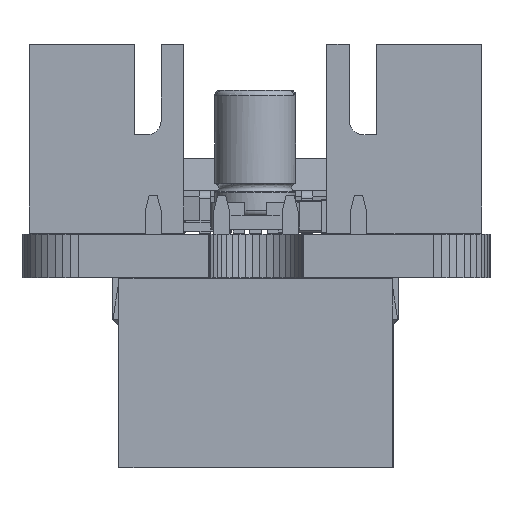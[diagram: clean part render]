
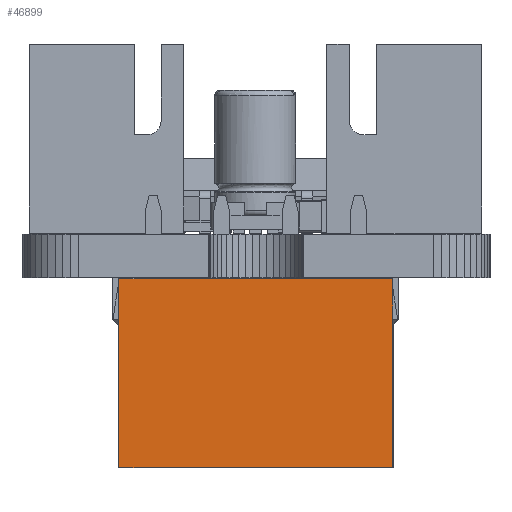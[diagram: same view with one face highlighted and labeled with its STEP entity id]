
A CAD part, left-side view. The second image highlights one B-rep face of the part: STEP entity #46899.
In plain terms, the highlighted face is planar.
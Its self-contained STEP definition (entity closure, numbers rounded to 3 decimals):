
#46899 = ADVANCED_FACE('',(#46900),#46914,.F.);
#46900 = FACE_BOUND('',#46901,.F.);
#46901 = EDGE_LOOP('',(#46902,#46937,#46965,#46993));
#46902 = ORIENTED_EDGE('',*,*,#46903,.T.);
#46903 = EDGE_CURVE('',#46904,#46906,#46908,.T.);
#46904 = VERTEX_POINT('',#46905);
#46905 = CARTESIAN_POINT('',(1.27,-8.89,0.));
#46906 = VERTEX_POINT('',#46907);
#46907 = CARTESIAN_POINT('',(1.27,-8.89,7.));
#46908 = SURFACE_CURVE('',#46909,(#46913,#46925),.PCURVE_S1.);
#46909 = LINE('',#46910,#46911);
#46910 = CARTESIAN_POINT('',(1.27,-8.89,0.));
#46911 = VECTOR('',#46912,1.);
#46912 = DIRECTION('',(0.,0.,1.));
#46913 = PCURVE('',#46914,#46919);
#46914 = PLANE('',#46915);
#46915 = AXIS2_PLACEMENT_3D('',#46916,#46917,#46918);
#46916 = CARTESIAN_POINT('',(1.27,-8.89,0.));
#46917 = DIRECTION('',(-1.,0.,0.));
#46918 = DIRECTION('',(0.,1.,0.));
#46919 = DEFINITIONAL_REPRESENTATION('',(#46920),#46924);
#46920 = LINE('',#46921,#46922);
#46921 = CARTESIAN_POINT('',(0.,0.));
#46922 = VECTOR('',#46923,1.);
#46923 = DIRECTION('',(0.,-1.));
#46924 = ( GEOMETRIC_REPRESENTATION_CONTEXT(2) 
PARAMETRIC_REPRESENTATION_CONTEXT() REPRESENTATION_CONTEXT('2D SPACE',''
  ) );
#46925 = PCURVE('',#46926,#46931);
#46926 = PLANE('',#46927);
#46927 = AXIS2_PLACEMENT_3D('',#46928,#46929,#46930);
#46928 = CARTESIAN_POINT('',(-3.81,-8.89,0.));
#46929 = DIRECTION('',(0.,1.,0.));
#46930 = DIRECTION('',(1.,0.,0.));
#46931 = DEFINITIONAL_REPRESENTATION('',(#46932),#46936);
#46932 = LINE('',#46933,#46934);
#46933 = CARTESIAN_POINT('',(5.08,0.));
#46934 = VECTOR('',#46935,1.);
#46935 = DIRECTION('',(0.,-1.));
#46936 = ( GEOMETRIC_REPRESENTATION_CONTEXT(2) 
PARAMETRIC_REPRESENTATION_CONTEXT() REPRESENTATION_CONTEXT('2D SPACE',''
  ) );
#46937 = ORIENTED_EDGE('',*,*,#46938,.T.);
#46938 = EDGE_CURVE('',#46906,#46939,#46941,.T.);
#46939 = VERTEX_POINT('',#46940);
#46940 = CARTESIAN_POINT('',(1.27,1.27,7.));
#46941 = SURFACE_CURVE('',#46942,(#46946,#46953),.PCURVE_S1.);
#46942 = LINE('',#46943,#46944);
#46943 = CARTESIAN_POINT('',(1.27,-8.89,7.));
#46944 = VECTOR('',#46945,1.);
#46945 = DIRECTION('',(0.,1.,0.));
#46946 = PCURVE('',#46914,#46947);
#46947 = DEFINITIONAL_REPRESENTATION('',(#46948),#46952);
#46948 = LINE('',#46949,#46950);
#46949 = CARTESIAN_POINT('',(0.,-7.));
#46950 = VECTOR('',#46951,1.);
#46951 = DIRECTION('',(1.,0.));
#46952 = ( GEOMETRIC_REPRESENTATION_CONTEXT(2) 
PARAMETRIC_REPRESENTATION_CONTEXT() REPRESENTATION_CONTEXT('2D SPACE',''
  ) );
#46953 = PCURVE('',#46954,#46959);
#46954 = PLANE('',#46955);
#46955 = AXIS2_PLACEMENT_3D('',#46956,#46957,#46958);
#46956 = CARTESIAN_POINT('',(1.27,-8.89,7.));
#46957 = DIRECTION('',(-0.,0.,-1.));
#46958 = DIRECTION('',(0.,-1.,-0.));
#46959 = DEFINITIONAL_REPRESENTATION('',(#46960),#46964);
#46960 = LINE('',#46961,#46962);
#46961 = CARTESIAN_POINT('',(0.,0.));
#46962 = VECTOR('',#46963,1.);
#46963 = DIRECTION('',(-1.,0.));
#46964 = ( GEOMETRIC_REPRESENTATION_CONTEXT(2) 
PARAMETRIC_REPRESENTATION_CONTEXT() REPRESENTATION_CONTEXT('2D SPACE',''
  ) );
#46965 = ORIENTED_EDGE('',*,*,#46966,.F.);
#46966 = EDGE_CURVE('',#46967,#46939,#46969,.T.);
#46967 = VERTEX_POINT('',#46968);
#46968 = CARTESIAN_POINT('',(1.27,1.27,0.));
#46969 = SURFACE_CURVE('',#46970,(#46974,#46981),.PCURVE_S1.);
#46970 = LINE('',#46971,#46972);
#46971 = CARTESIAN_POINT('',(1.27,1.27,0.));
#46972 = VECTOR('',#46973,1.);
#46973 = DIRECTION('',(0.,0.,1.));
#46974 = PCURVE('',#46914,#46975);
#46975 = DEFINITIONAL_REPRESENTATION('',(#46976),#46980);
#46976 = LINE('',#46977,#46978);
#46977 = CARTESIAN_POINT('',(10.16,0.));
#46978 = VECTOR('',#46979,1.);
#46979 = DIRECTION('',(0.,-1.));
#46980 = ( GEOMETRIC_REPRESENTATION_CONTEXT(2) 
PARAMETRIC_REPRESENTATION_CONTEXT() REPRESENTATION_CONTEXT('2D SPACE',''
  ) );
#46981 = PCURVE('',#46982,#46987);
#46982 = PLANE('',#46983);
#46983 = AXIS2_PLACEMENT_3D('',#46984,#46985,#46986);
#46984 = CARTESIAN_POINT('',(1.27,1.27,0.));
#46985 = DIRECTION('',(0.,-1.,0.));
#46986 = DIRECTION('',(-1.,0.,0.));
#46987 = DEFINITIONAL_REPRESENTATION('',(#46988),#46992);
#46988 = LINE('',#46989,#46990);
#46989 = CARTESIAN_POINT('',(0.,0.));
#46990 = VECTOR('',#46991,1.);
#46991 = DIRECTION('',(0.,-1.));
#46992 = ( GEOMETRIC_REPRESENTATION_CONTEXT(2) 
PARAMETRIC_REPRESENTATION_CONTEXT() REPRESENTATION_CONTEXT('2D SPACE',''
  ) );
#46993 = ORIENTED_EDGE('',*,*,#46994,.F.);
#46994 = EDGE_CURVE('',#46904,#46967,#46995,.T.);
#46995 = SURFACE_CURVE('',#46996,(#47000,#47007),.PCURVE_S1.);
#46996 = LINE('',#46997,#46998);
#46997 = CARTESIAN_POINT('',(1.27,-8.89,0.));
#46998 = VECTOR('',#46999,1.);
#46999 = DIRECTION('',(0.,1.,0.));
#47000 = PCURVE('',#46914,#47001);
#47001 = DEFINITIONAL_REPRESENTATION('',(#47002),#47006);
#47002 = LINE('',#47003,#47004);
#47003 = CARTESIAN_POINT('',(0.,0.));
#47004 = VECTOR('',#47005,1.);
#47005 = DIRECTION('',(1.,0.));
#47006 = ( GEOMETRIC_REPRESENTATION_CONTEXT(2) 
PARAMETRIC_REPRESENTATION_CONTEXT() REPRESENTATION_CONTEXT('2D SPACE',''
  ) );
#47007 = PCURVE('',#47008,#47013);
#47008 = PLANE('',#47009);
#47009 = AXIS2_PLACEMENT_3D('',#47010,#47011,#47012);
#47010 = CARTESIAN_POINT('',(1.27,-8.89,0.));
#47011 = DIRECTION('',(-0.,0.,-1.));
#47012 = DIRECTION('',(0.,-1.,-0.));
#47013 = DEFINITIONAL_REPRESENTATION('',(#47014),#47018);
#47014 = LINE('',#47015,#47016);
#47015 = CARTESIAN_POINT('',(0.,0.));
#47016 = VECTOR('',#47017,1.);
#47017 = DIRECTION('',(-1.,0.));
#47018 = ( GEOMETRIC_REPRESENTATION_CONTEXT(2) 
PARAMETRIC_REPRESENTATION_CONTEXT() REPRESENTATION_CONTEXT('2D SPACE',''
  ) );
